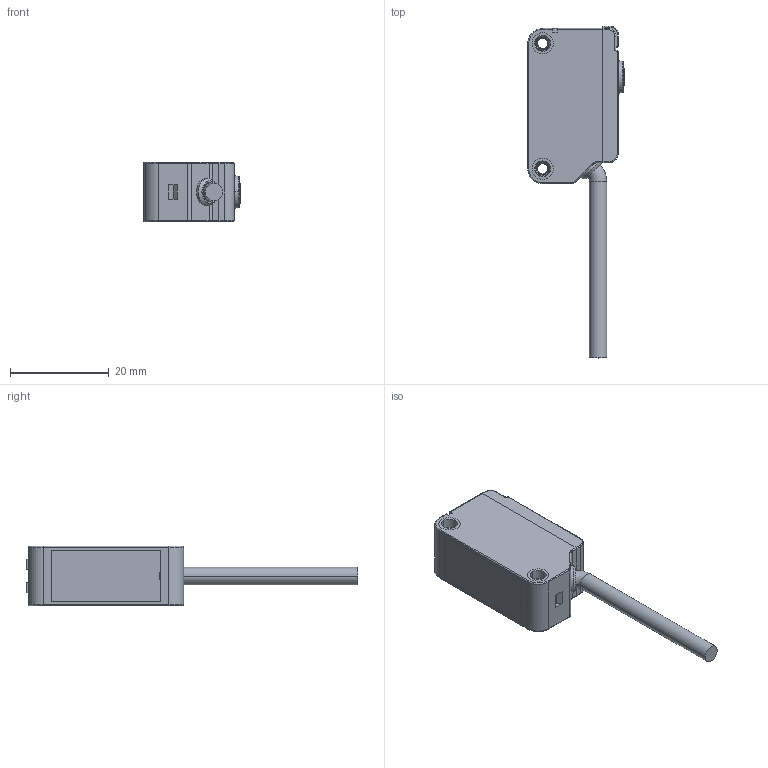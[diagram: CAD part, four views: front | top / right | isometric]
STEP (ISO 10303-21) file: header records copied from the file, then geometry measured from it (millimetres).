
FILE_DESCRIPTION((''),'2;1');
FILE_NAME('PB-S30_ASM','2020-01-03T',('Leon'),(''),'PRO/ENGINEER BY PARAMETRIC TECHNOLOGY CORPORATION, 2015240','PRO/ENGINEER BY PARAMETRIC TECHNOLOGY CORPORATION, 2015240','');
FILE_SCHEMA(('CONFIG_CONTROL_DESIGN'));
Length unit declared in the file: millimetre
Products named in the file (8): YG201; YG202; YG203; YG204; YG205; YG206; YG207; PB-S30_ASM
Assembly tree (8 placements, depth 2):
  PB-S30_ASM
    YG201
    YG202
    YG203
    YG204
    YG205
    YG206  x2
    YG207
Bounding box: 19.5 x 67.16 x 12 mm (x, y, z)
Volume: 5568.4 mm3; surface area: 5684.1 mm2
Topology: 8 solids, 8 shells, 407 faces, 1016 edges, 648 vertices
Faces by surface type: plane 179, cylinder 127, bspline 40, cone 37, torus 14, sphere 10
Entity records: 14125 total; most frequent: CARTESIAN_POINT 5452, ORIENTED_EDGE 1786, DIRECTION 1731, EDGE_CURVE 893, AXIS2_PLACEMENT_3D 608, VERTEX_POINT 571, VECTOR 515, LINE 515
